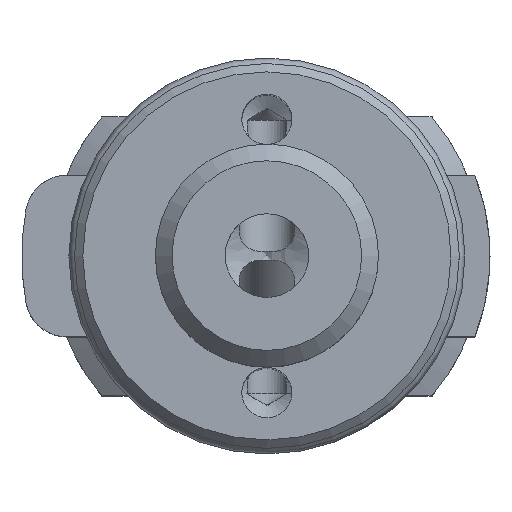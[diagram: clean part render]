
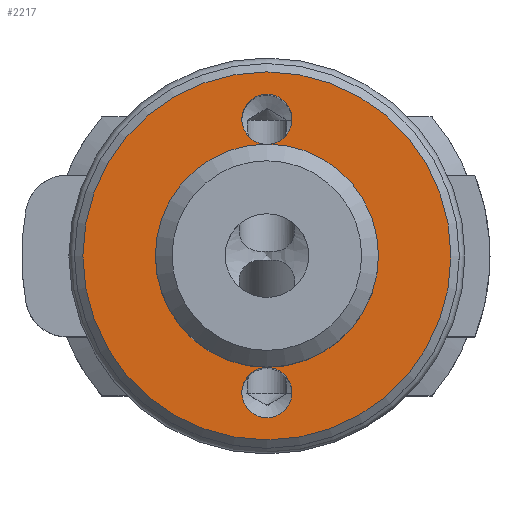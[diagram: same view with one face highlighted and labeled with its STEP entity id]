
A CAD part, top view. The second image highlights one B-rep face of the part: STEP entity #2217.
In plain terms, the highlighted planar face has unit normal (0, 0, 1).
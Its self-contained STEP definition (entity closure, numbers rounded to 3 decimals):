
#155=PLANE('',#2397);
#251=CIRCLE('',#2398,0.9);
#252=CIRCLE('',#2399,0.9);
#253=CIRCLE('',#2400,6.6);
#254=CIRCLE('',#2401,3.094);
#455=VERTEX_POINT('',#3181);
#456=VERTEX_POINT('',#3182);
#457=VERTEX_POINT('',#3184);
#458=VERTEX_POINT('',#3185);
#459=VERTEX_POINT('',#3187);
#460=VERTEX_POINT('',#3188);
#461=VERTEX_POINT('',#3190);
#1004=EDGE_CURVE('',#455,#456,#251,.T.);
#1005=EDGE_CURVE('',#456,#455,#251,.T.);
#1006=EDGE_CURVE('',#457,#458,#252,.T.);
#1007=EDGE_CURVE('',#458,#457,#252,.T.);
#1008=EDGE_CURVE('',#459,#460,#253,.T.);
#1009=EDGE_CURVE('',#460,#459,#253,.T.);
#1010=EDGE_CURVE('',#461,#461,#254,.T.);
#1434=ORIENTED_EDGE('',*,*,#1004,.T.);
#1435=ORIENTED_EDGE('',*,*,#1005,.T.);
#1436=ORIENTED_EDGE('',*,*,#1006,.T.);
#1437=ORIENTED_EDGE('',*,*,#1007,.T.);
#1438=ORIENTED_EDGE('',*,*,#1008,.T.);
#1439=ORIENTED_EDGE('',*,*,#1009,.T.);
#1440=ORIENTED_EDGE('',*,*,#1010,.F.);
#1942=EDGE_LOOP('',(#1434,#1435));
#1943=EDGE_LOOP('',(#1436,#1437));
#1944=EDGE_LOOP('',(#1438,#1439));
#1945=EDGE_LOOP('',(#1440));
#2084=FACE_BOUND('',#1942,.T.);
#2085=FACE_BOUND('',#1943,.T.);
#2086=FACE_BOUND('',#1944,.T.);
#2087=FACE_BOUND('',#1945,.T.);
#2217=ADVANCED_FACE('',(#2084,#2085,#2086,#2087),#155,.F.);
#2397=AXIS2_PLACEMENT_3D('',#3179,#4228,$);
#2398=AXIS2_PLACEMENT_3D('',#3180,#4229,#4230);
#2399=AXIS2_PLACEMENT_3D('',#3183,#4231,#4232);
#2400=AXIS2_PLACEMENT_3D('',#3186,#4233,#4234);
#2401=AXIS2_PLACEMENT_3D('',#3189,#4235,#4236);
#3179=CARTESIAN_POINT('',(-6.6,0.,0.));
#3180=CARTESIAN_POINT('',(0.,-4.9,0.));
#3181=CARTESIAN_POINT('',(0.9,-4.9,0.));
#3182=CARTESIAN_POINT('',(-0.9,-4.9,0.));
#3183=CARTESIAN_POINT('',(0.,4.9,0.));
#3184=CARTESIAN_POINT('',(0.9,4.9,0.));
#3185=CARTESIAN_POINT('',(-0.9,4.9,0.));
#3186=CARTESIAN_POINT('',(0.,0.,0.));
#3187=CARTESIAN_POINT('',(0.,-6.6,0.));
#3188=CARTESIAN_POINT('',(0.,6.6,0.));
#3189=CARTESIAN_POINT('',(0.,0.,0.));
#3190=CARTESIAN_POINT('',(0.,-3.094,0.));
#4228=DIRECTION('',(0.,0.,-1.));
#4229=DIRECTION('',(0.,0.,-1.));
#4230=DIRECTION('',(0.9,0.,0.));
#4231=DIRECTION('',(0.,0.,-1.));
#4232=DIRECTION('',(0.9,0.,0.));
#4233=DIRECTION('',(0.,0.,1.));
#4234=DIRECTION('',(0.,-6.6,0.));
#4235=DIRECTION('',(0.,0.,1.));
#4236=DIRECTION('',(0.,-3.094,0.));
